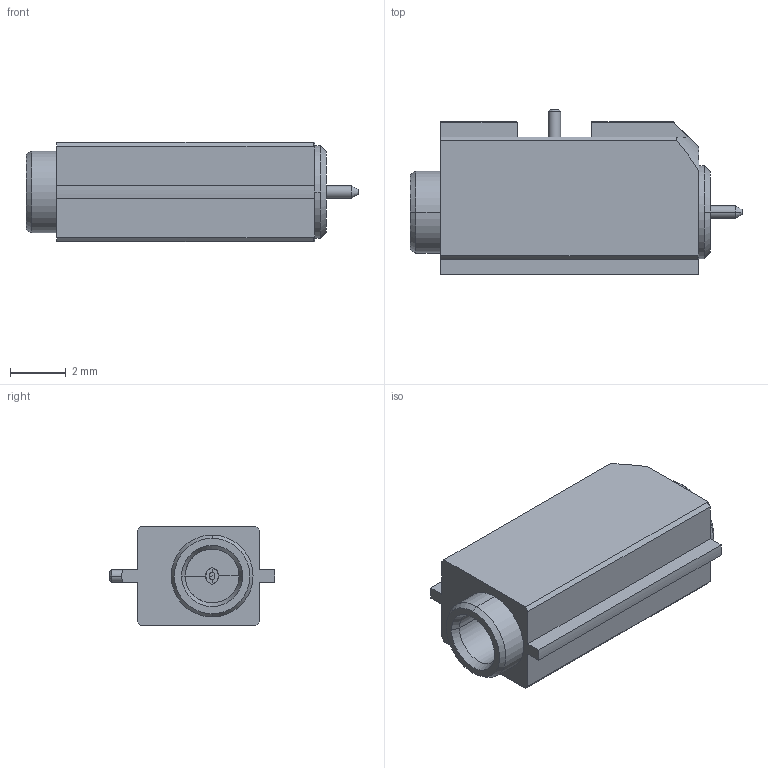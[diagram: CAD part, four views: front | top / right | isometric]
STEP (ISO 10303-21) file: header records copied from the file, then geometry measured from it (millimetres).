
FILE_DESCRIPTION (( 'STEP AP203' ), '1' );
FILE_NAME ('R299794880.STEP', '2025-11-06T07:24:49', ( '' ), ( '' ), 'SwSTEP 2.0', 'SolidWorks 2025', '' );
FILE_SCHEMA (( 'CONFIG_CONTROL_DESIGN' ));
Length unit declared in the file: millimetre
Products named in the file (2): R299794880; Part5^R299794880A
Assembly tree (1 placements, depth 2):
  R299794880
    Part5^R299794880A
Bounding box: 11.96 x 5.95 x 3.6 mm (x, y, z)
Volume: 150.2 mm3; surface area: 225.4 mm2
Topology: 1 solids, 3 shells, 83 faces, 209 edges, 132 vertices
Faces by surface type: cylinder 28, cone 26, plane 25, bspline 4
Entity records: 2815 total; most frequent: CARTESIAN_POINT 727, ORIENTED_EDGE 402, DIRECTION 386, EDGE_CURVE 201, AXIS2_PLACEMENT_3D 147, VERTEX_POINT 129, LINE 92, VECTOR 92
